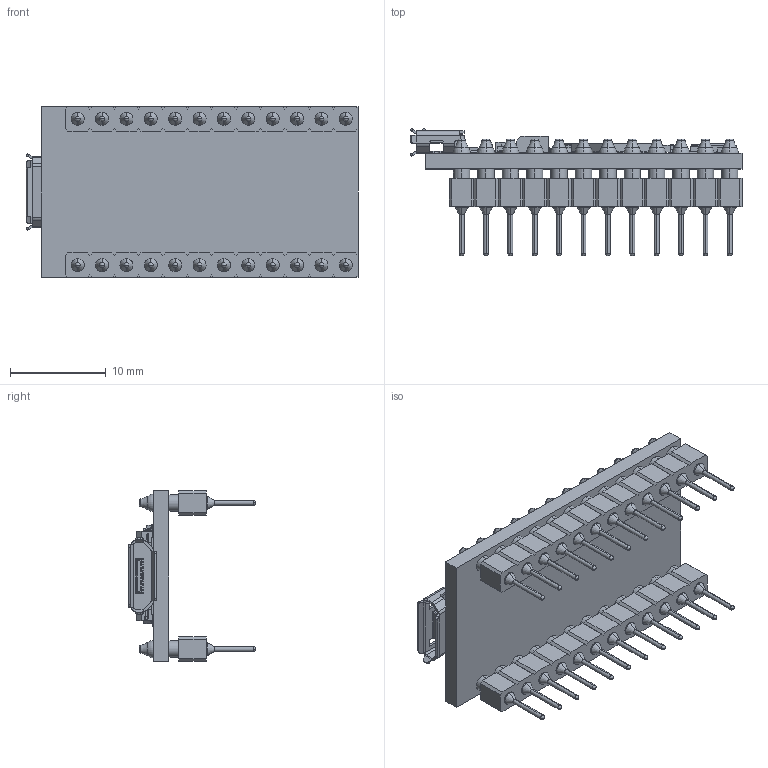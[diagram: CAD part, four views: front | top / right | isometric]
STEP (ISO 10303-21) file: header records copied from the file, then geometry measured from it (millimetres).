
FILE_DESCRIPTION (( 'STEP AP214' ), '1' );
FILE_NAME ('ARDUINO PRO MICRO.STEP', '2015-09-14T20:24:10', ( 'A' ), ( '' ), 'SwSTEP 2.0', 'SolidWorks 2014', '' );
FILE_SCHEMA (( 'AUTOMOTIVE_DESIGN' ));
Length unit declared in the file: millimetre
Products named in the file (21): MICRO_PTC-1206; MICRO_603 resistor 22; MICRO_603 resistor 102; MICRO_603 resistor 103; micro_MIC5219; micro_crystal 5x3; MICRO_cap106C; atmega32U4; micro usb; micro usb contact; micro usb internal; micro usb shell; MICRO_stackable header 12; MICRO_stackable header pin; micro board; MICRO_led; SOD 323; ARDUINO PRO MICRO; MICRO_603 cap on pad; MICRO_603 resistor 331
Assembly tree (47 placements, depth 3):
  ARDUINO PRO MICRO
    micro board
    MICRO_stackable header 12  x2
      MICRO_stackable header 12
      MICRO_stackable header pin
    micro usb
      micro usb shell
      micro usb internal
      micro usb contact  x5
    atmega32U4
    MICRO_cap106C  x2
    micro_crystal 5x3
    micro_MIC5219
    MICRO_603 resistor 103
    MICRO_603 resistor 102
    MICRO_603 resistor 22  x2
    MICRO_PTC-1206
    MICRO_603 resistor 331  x2
    MICRO_603 cap on pad  x7
    SOD 323
    MICRO_led  x3
Bounding box: 34.59 x 13.3 x 17.78 mm (x, y, z)
Volume: 1667.5 mm3; surface area: 4087.3 mm2
Topology: 78 solids, 78 shells, 4473 faces, 11750 edges, 7505 vertices
Faces by surface type: plane 2592, cylinder 929, bspline 517, torus 281, sphere 102, cone 52
Entity records: 122104 total; most frequent: CARTESIAN_POINT 26890, ORIENTED_EDGE 16078, DIRECTION 14066, EDGE_CURVE 8039, VECTOR 5732, LINE 5732, VERTEX_POINT 5217, AXIS2_PLACEMENT_3D 4167
